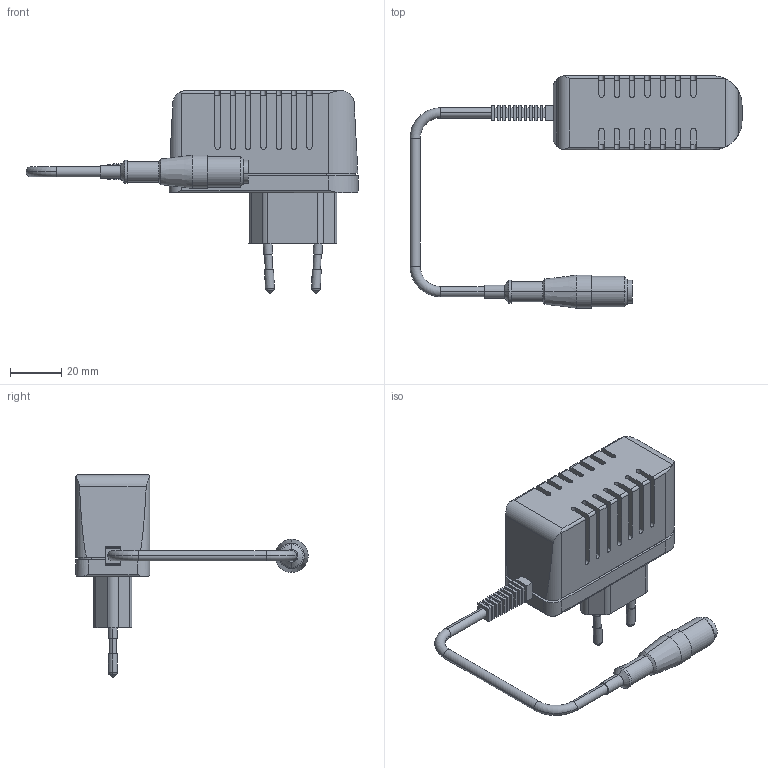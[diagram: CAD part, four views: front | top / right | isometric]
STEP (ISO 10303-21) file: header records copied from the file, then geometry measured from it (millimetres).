
FILE_DESCRIPTION(/* description */ ('Alibre Inc.'),/* implementation_level */ '2;1');
FILE_NAME(/* name */ 'export-CE93C61F-D806-40DC-8487-DF93348659CF',/* time_stamp */ '2022-07-08T15:58:49+02:00',/* author */ (''),/* organization */ (''),/* preprocessor_version */ 'ST-DEVELOPER v17',/* originating_system */ 'Alibre',/* authorisation */ '');
FILE_SCHEMA (('AUTOMOTIVE_DESIGN'));
Length unit declared in the file: millimetre
Products named in the file (1): 1
Bounding box: 130 x 91 x 79.3 mm (x, y, z)
Volume: 95906.8 mm3; surface area: 19965.8 mm2
Topology: 1 solids, 1 shells, 326 faces, 850 edges, 559 vertices
Faces by surface type: plane 203, cylinder 103, cone 12, torus 8
Entity records: 9981 total; most frequent: CARTESIAN_POINT 1981, ORIENTED_EDGE 1700, DIRECTION 1490, EDGE_CURVE 850, VECTOR 615, LINE 615, VERTEX_POINT 559, AXIS2_PLACEMENT_3D 543
